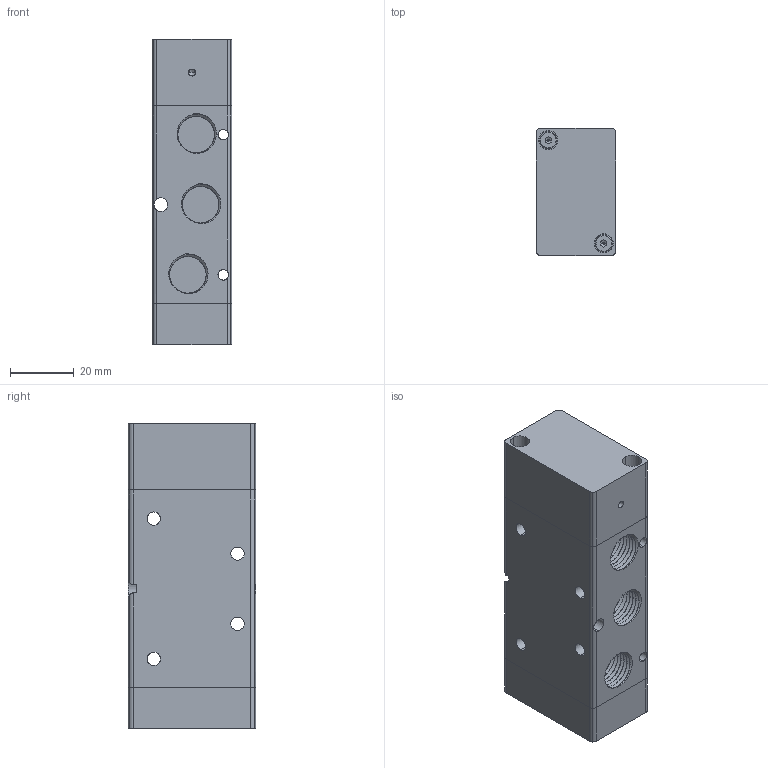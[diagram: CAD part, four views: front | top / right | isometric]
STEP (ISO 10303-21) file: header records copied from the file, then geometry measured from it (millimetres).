
FILE_DESCRIPTION((''),'2;1');
FILE_NAME('01_027_4.stp','2003-01-01T19:44:10',('Branislav Petkovic'),('AZ Pneumatica'),'AutoCAD STEP 2000i','AutoCAD 2000i','Via J. F. Kennedy, 26, 20020 Misinto (MI), ITALY');
FILE_SCHEMA(('CONFIG_CONTROL_DESIGN'));
Length unit declared in the file: millimetre
Products named in the file (7): 01_027_4; X22 OPRUGA; PART2A; X22 PNEUMATIKA; PART2; 522 TELO; PART1
Assembly tree (6 placements, depth 3):
  01_027_4
    X22 OPRUGA
      PART2A
    X22 PNEUMATIKA
      PART2
    522 TELO
      PART1
Bounding box: 25 x 40 x 96 mm (x, y, z)
Surface area: 24970.7 mm2 (no closed solid volume)
Topology: 0 solids, 3 shells, 377 faces, 1065 edges, 708 vertices
Faces by surface type: cylinder 278, plane 69, bspline 20, cone 10
Entity records: 29326 total; most frequent: CARTESIAN_POINT 20176, ORIENTED_EDGE 2126, DIRECTION 1532, EDGE_CURVE 1063, VERTEX_POINT 708, AXIS2_PLACEMENT_3D 577, B_SPLINE_CURVE_WITH_KNOTS 440, EDGE_LOOP 411
